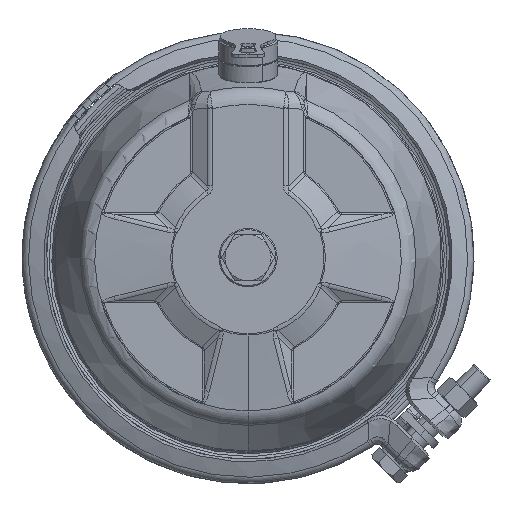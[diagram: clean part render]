
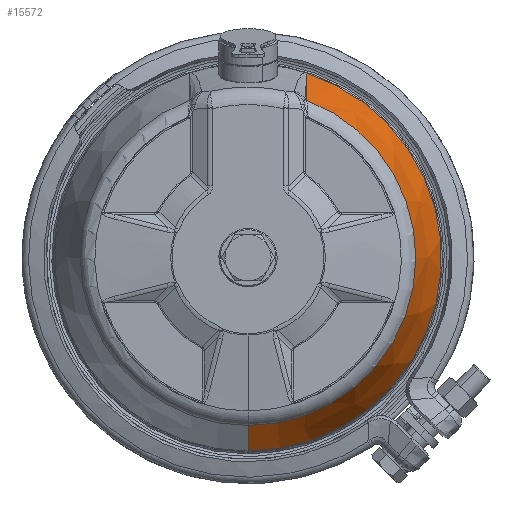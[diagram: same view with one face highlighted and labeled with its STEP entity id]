
A CAD part, front view. The second image highlights one B-rep face of the part: STEP entity #15572.
In plain terms, the highlighted conical face has half-angle 20 degrees and reference radius 74.333 mm.
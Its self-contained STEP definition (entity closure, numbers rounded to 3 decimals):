
#515=DIRECTION('',(0.,-0.94,0.342));
#516=VECTOR('',#515,30.849);
#517=CARTESIAN_POINT('',(0.,-80.19,
-79.608));
#518=LINE('',#517,#516);
#668=CARTESIAN_POINT('',(0.,-80.19,
0.));
#669=DIRECTION('',(0.,1.,0.));
#670=DIRECTION('',(0.305,0.,0.952));
#671=AXIS2_PLACEMENT_3D('',#668,#669,#670);
#702=CARTESIAN_POINT('',(24.27,-80.208,75.811));
#703=CARTESIAN_POINT('',(24.252,-89.879,72.121));
#704=CARTESIAN_POINT('',(24.223,-99.551,68.411));
#705=CARTESIAN_POINT('',(24.199,-109.178,64.679));
#1518=CARTESIAN_POINT('',(0.,-109.178,
0.));
#1519=DIRECTION('',(0.,-1.,0.));
#1520=DIRECTION('',(0.,0.,-1.));
#1521=AXIS2_PLACEMENT_3D('',#1518,#1519,#1520);
#14235=CARTESIAN_POINT('',(24.263,-80.19,
75.821));
#14236=CARTESIAN_POINT('',(0.,-80.19,
-79.608));
#14237=VERTEX_POINT('',#14235);
#14238=VERTEX_POINT('',#14236);
#14257=VERTEX_POINT('',#705);
#14258=CARTESIAN_POINT('',(0.,-109.178,
-69.057));
#14259=VERTEX_POINT('',#14258);
#15559=CARTESIAN_POINT('',(0.,-94.684,
0.));
#15560=DIRECTION('',(0.,1.,0.));
#15561=DIRECTION('',(0.,0.,1.));
#15562=AXIS2_PLACEMENT_3D('',#15559,#15560,#15561);
#15563=CONICAL_SURFACE('',#15562,74.333,20.);
#15565=ORIENTED_EDGE('',*,*,#15564,.F.);
#15566=ORIENTED_EDGE('',*,*,#15545,.T.);
#15567=ORIENTED_EDGE('',*,*,#15336,.T.);
#15569=ORIENTED_EDGE('',*,*,#15568,.T.);
#15570=EDGE_LOOP('',(#15565,#15566,#15567,#15569));
#15571=FACE_OUTER_BOUND('',#15570,.F.);
#15572=ADVANCED_FACE('',(#15571),#15563,.T.);
#672=CIRCLE('',#671,79.608);
#706=B_SPLINE_CURVE_WITH_KNOTS('',3,(#702,#703,#704,#705),.UNSPECIFIED.,.F.,.F.,
(4,4),(0.,1.),.UNSPECIFIED.);
#1522=CIRCLE('',#1521,69.057);
#15336=EDGE_CURVE('',#14238,#14259,#518,.T.);
#15545=EDGE_CURVE('',#14237,#14238,#672,.T.);
#15564=EDGE_CURVE('',#14237,#14257,#706,.T.);
#15568=EDGE_CURVE('',#14259,#14257,#1522,.T.);
